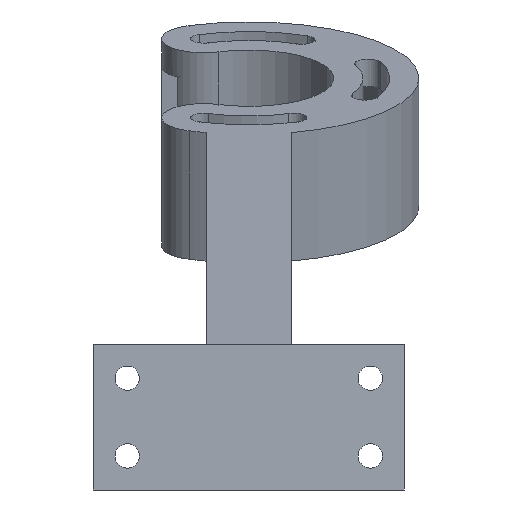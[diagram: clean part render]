
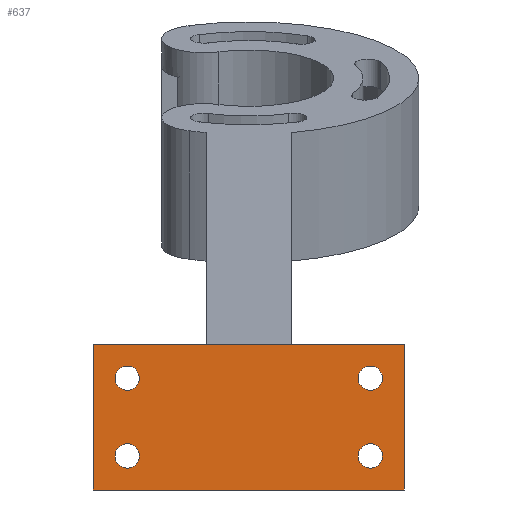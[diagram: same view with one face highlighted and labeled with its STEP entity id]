
A CAD part, front view. The second image highlights one B-rep face of the part: STEP entity #637.
In plain terms, the highlighted planar face has unit normal (0, -1, 0).
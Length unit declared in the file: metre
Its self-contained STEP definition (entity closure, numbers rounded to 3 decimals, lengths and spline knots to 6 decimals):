
#46=LINE('',#1080,#88);
#48=LINE('',#1092,#90);
#49=LINE('',#1094,#91);
#50=LINE('',#1096,#92);
#88=VECTOR('',#861,1.);
#90=VECTOR('',#873,1.);
#91=VECTOR('',#874,1.);
#92=VECTOR('',#875,1.);
#171=ORIENTED_EDGE('',*,*,#353,.T.);
#172=ORIENTED_EDGE('',*,*,#354,.T.);
#173=ORIENTED_EDGE('',*,*,#355,.T.);
#174=ORIENTED_EDGE('',*,*,#356,.T.);
#175=ORIENTED_EDGE('',*,*,#357,.F.);
#176=ORIENTED_EDGE('',*,*,#358,.F.);
#177=ORIENTED_EDGE('',*,*,#359,.T.);
#178=ORIENTED_EDGE('',*,*,#351,.T.);
#351=EDGE_CURVE('',#442,#441,#46,.T.);
#353=EDGE_CURVE('',#443,#443,#496,.T.);
#354=EDGE_CURVE('',#444,#444,#497,.T.);
#355=EDGE_CURVE('',#445,#445,#498,.T.);
#356=EDGE_CURVE('',#446,#446,#499,.T.);
#357=EDGE_CURVE('',#447,#441,#48,.T.);
#358=EDGE_CURVE('',#448,#447,#49,.T.);
#359=EDGE_CURVE('',#448,#442,#50,.T.);
#441=VERTEX_POINT('',#1079);
#442=VERTEX_POINT('',#1081);
#443=VERTEX_POINT('',#1085);
#444=VERTEX_POINT('',#1087);
#445=VERTEX_POINT('',#1089);
#446=VERTEX_POINT('',#1091);
#447=VERTEX_POINT('',#1093);
#448=VERTEX_POINT('',#1095);
#496=CIRCLE('',#723,0.00125);
#497=CIRCLE('',#724,0.00125);
#498=CIRCLE('',#725,0.00125);
#499=CIRCLE('',#726,0.00125);
#524=EDGE_LOOP('',(#171));
#525=EDGE_LOOP('',(#172));
#526=EDGE_LOOP('',(#173));
#527=EDGE_LOOP('',(#174));
#528=EDGE_LOOP('',(#175,#176,#177,#178));
#580=FACE_BOUND('',#524,.T.);
#581=FACE_BOUND('',#525,.T.);
#582=FACE_BOUND('',#526,.T.);
#583=FACE_BOUND('',#527,.T.);
#584=FACE_BOUND('',#528,.T.);
#625=PLANE('',#722);
#637=ADVANCED_FACE('',(#580,#581,#582,#583,#584),#625,.T.);
#722=AXIS2_PLACEMENT_3D('',#1083,#863,#864);
#723=AXIS2_PLACEMENT_3D('',#1084,#865,#866);
#724=AXIS2_PLACEMENT_3D('',#1086,#867,#868);
#725=AXIS2_PLACEMENT_3D('',#1088,#869,#870);
#726=AXIS2_PLACEMENT_3D('',#1090,#871,#872);
#861=DIRECTION('',(0.,0.,-1.));
#863=DIRECTION('',(0.,-1.,0.));
#864=DIRECTION('',(1.,0.,0.));
#865=DIRECTION('',(0.,1.,0.));
#866=DIRECTION('',(0.,0.,1.));
#867=DIRECTION('',(0.,1.,0.));
#868=DIRECTION('',(0.,0.,1.));
#869=DIRECTION('',(0.,1.,0.));
#870=DIRECTION('',(0.,0.,1.));
#871=DIRECTION('',(0.,1.,0.));
#872=DIRECTION('',(0.,0.,1.));
#873=DIRECTION('',(-1.,0.,0.));
#874=DIRECTION('',(0.,0.,-1.));
#875=DIRECTION('',(-1.,0.,0.));
#1079=CARTESIAN_POINT('',(-0.016,-0.01,0.));
#1080=CARTESIAN_POINT('',(-0.016,-0.01,0.015));
#1081=CARTESIAN_POINT('',(-0.016,-0.01,0.015));
#1083=CARTESIAN_POINT('',(0.,-0.01,0.015));
#1084=CARTESIAN_POINT('',(-0.0125,-0.01,0.0115));
#1085=CARTESIAN_POINT('',(-0.0125,-0.01,0.01275));
#1086=CARTESIAN_POINT('',(-0.0125,-0.01,0.0035));
#1087=CARTESIAN_POINT('',(-0.0125,-0.01,0.00475));
#1088=CARTESIAN_POINT('',(0.0125,-0.01,0.0035));
#1089=CARTESIAN_POINT('',(0.0125,-0.01,0.00475));
#1090=CARTESIAN_POINT('',(0.0125,-0.01,0.0115));
#1091=CARTESIAN_POINT('',(0.0125,-0.01,0.01275));
#1092=CARTESIAN_POINT('',(0.,-0.01,0.));
#1093=CARTESIAN_POINT('',(0.016,-0.01,0.));
#1094=CARTESIAN_POINT('',(0.016,-0.01,0.015));
#1095=CARTESIAN_POINT('',(0.016,-0.01,0.015));
#1096=CARTESIAN_POINT('',(0.,-0.01,0.015));
